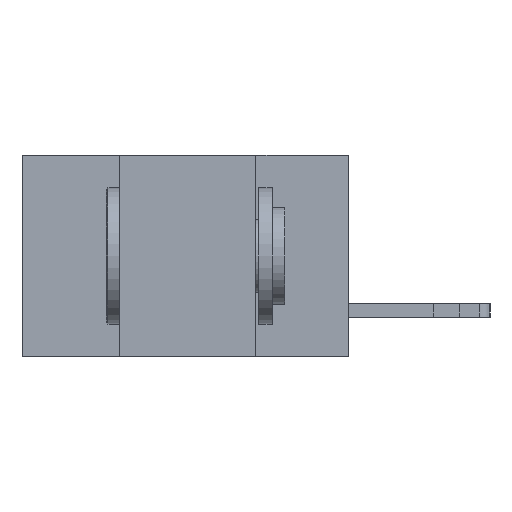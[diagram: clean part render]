
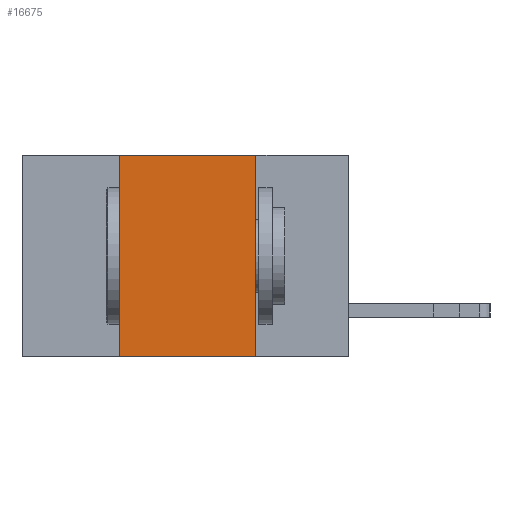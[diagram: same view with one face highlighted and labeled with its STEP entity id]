
A CAD part, left-side view. The second image highlights one B-rep face of the part: STEP entity #16675.
In plain terms, the highlighted planar face has unit normal (-1, 0, 0).
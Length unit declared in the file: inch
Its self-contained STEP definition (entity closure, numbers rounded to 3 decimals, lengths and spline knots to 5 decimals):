
#89 = CARTESIAN_POINT ( 'NONE',  ( 0., 0.17, 0. ) ) ;
#463 = VECTOR ( 'NONE', #13183, 39.37008 ) ;
#2189 = CARTESIAN_POINT ( 'NONE',  ( 0., 0.6, -0.37 ) ) ;
#2624 = CARTESIAN_POINT ( 'NONE',  ( 0., 0.17, -0.37 ) ) ;
#3084 = VECTOR ( 'NONE', #6563, 39.37008 ) ;
#3575 = ORIENTED_EDGE ( 'NONE', *, *, #13654, .F. ) ;
#3699 = LINE ( 'NONE', #4711, #3084 ) ;
#3926 = VERTEX_POINT ( 'NONE', #13544 ) ;
#4711 = CARTESIAN_POINT ( 'NONE',  ( 0., 0.6, 0. ) ) ;
#6071 = LINE ( 'NONE', #89, #463 ) ;
#6563 = DIRECTION ( 'NONE',  ( 0., -1., 0. ) ) ;
#7641 = DIRECTION ( 'NONE',  ( 1., 0., 0. ) ) ;
#7806 = DIRECTION ( 'NONE',  ( 0., -1., 0. ) ) ;
#8560 = LINE ( 'NONE', #22605, #23184 ) ;
#8630 = LINE ( 'NONE', #2189, #17917 ) ;
#10519 = ORIENTED_EDGE ( 'NONE', *, *, #12406, .T. ) ;
#11562 = DIRECTION ( 'NONE',  ( 0., 0., 1. ) ) ;
#11970 = FACE_OUTER_BOUND ( 'NONE', #23322, .T. ) ;
#12406 = EDGE_CURVE ( 'NONE', #23541, #19452, #8630, .T. ) ;
#13183 = DIRECTION ( 'NONE',  ( 0., 0., -1. ) ) ;
#13194 = VERTEX_POINT ( 'NONE', #14129 ) ;
#13466 = ORIENTED_EDGE ( 'NONE', *, *, #19502, .F. ) ;
#13544 = CARTESIAN_POINT ( 'NONE',  ( 0., 0.17, 0. ) ) ;
#13654 = EDGE_CURVE ( 'NONE', #23541, #13194, #8560, .T. ) ;
#14129 = CARTESIAN_POINT ( 'NONE',  ( 0., 0.42, 0. ) ) ;
#14211 = CARTESIAN_POINT ( 'NONE',  ( 0., 0.42, -0.37 ) ) ;
#14647 = ORIENTED_EDGE ( 'NONE', *, *, #18585, .F. ) ;
#16675 = ADVANCED_FACE ( 'NONE', ( #11970 ), #16920, .F. ) ;
#16920 = PLANE ( 'NONE',  #21153 ) ;
#17917 = VECTOR ( 'NONE', #7806, 39.37008 ) ;
#18585 = EDGE_CURVE ( 'NONE', #3926, #19452, #6071, .T. ) ;
#18727 = CARTESIAN_POINT ( 'NONE',  ( 0., 0.6, 0. ) ) ;
#19452 = VERTEX_POINT ( 'NONE', #2624 ) ;
#19502 = EDGE_CURVE ( 'NONE', #13194, #3926, #3699, .T. ) ;
#20519 = DIRECTION ( 'NONE',  ( 0., 0., -1. ) ) ;
#21153 = AXIS2_PLACEMENT_3D ( 'NONE', #18727, #7641, #20519 ) ;
#22605 = CARTESIAN_POINT ( 'NONE',  ( 0., 0.42, 0. ) ) ;
#23184 = VECTOR ( 'NONE', #11562, 39.37008 ) ;
#23322 = EDGE_LOOP ( 'NONE', ( #14647, #13466, #3575, #10519 ) ) ;
#23541 = VERTEX_POINT ( 'NONE', #14211 ) ;
